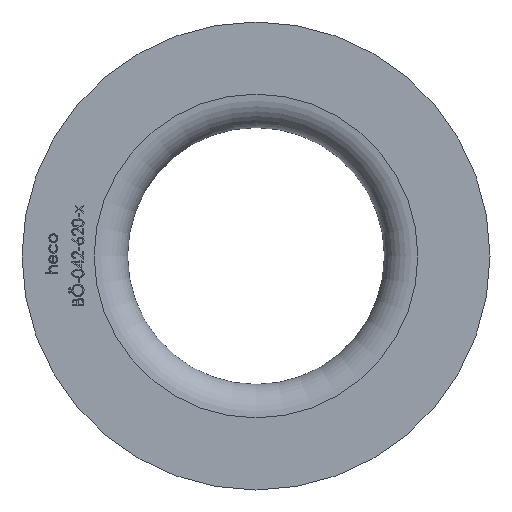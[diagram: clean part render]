
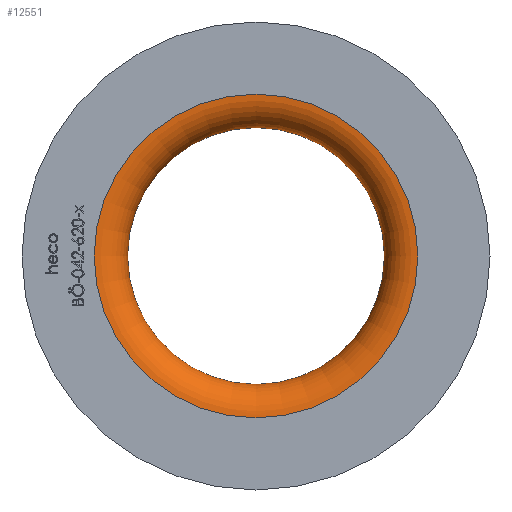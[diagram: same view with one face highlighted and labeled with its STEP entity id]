
A CAD part, left-side view. The second image highlights one B-rep face of the part: STEP entity #12551.
In plain terms, the highlighted toroidal (fillet/blend) face has major radius 24.2 mm and minor radius 5 mm.
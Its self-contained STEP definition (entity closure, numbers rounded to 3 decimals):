
#111 = TOROIDAL_SURFACE ( 'NONE', #7267, 24.2, 5. ) ;
#279 = EDGE_LOOP ( 'NONE', ( #3891 ) ) ;
#324 = FACE_OUTER_BOUND ( 'NONE', #279, .T. ) ;
#818 = DIRECTION ( 'NONE',  ( -1., 0., 0. ) ) ;
#1090 = CIRCLE ( 'NONE', #10655, 24.2 ) ;
#2474 = VERTEX_POINT ( 'NONE', #6166 ) ;
#2546 = DIRECTION ( 'NONE',  ( 1., 0., 0. ) ) ;
#3736 = CIRCLE ( 'NONE', #7290, 19.2 ) ;
#3891 = ORIENTED_EDGE ( 'NONE', *, *, #5388, .F. ) ;
#5138 = DIRECTION ( 'NONE',  ( 1., 0., 0. ) ) ;
#5314 = EDGE_LOOP ( 'NONE', ( #10633 ) ) ;
#5388 = EDGE_CURVE ( 'NONE', #11852, #11852, #1090, .T. ) ;
#6166 = CARTESIAN_POINT ( 'NONE',  ( 5., 0., -19.2 ) ) ;
#6255 = DIRECTION ( 'NONE',  ( 0., 0., -1. ) ) ;
#7267 = AXIS2_PLACEMENT_3D ( 'NONE', #10747, #5138, #6255 ) ;
#7290 = AXIS2_PLACEMENT_3D ( 'NONE', #14643, #818, #8911 ) ;
#8150 = DIRECTION ( 'NONE',  ( 0., 0., -1. ) ) ;
#8911 = DIRECTION ( 'NONE',  ( 0., 0., -1. ) ) ;
#10633 = ORIENTED_EDGE ( 'NONE', *, *, #12236, .F. ) ;
#10655 = AXIS2_PLACEMENT_3D ( 'NONE', #13826, #2546, #8150 ) ;
#10747 = CARTESIAN_POINT ( 'NONE',  ( 5., 0., 0. ) ) ;
#11632 = CARTESIAN_POINT ( 'NONE',  ( 0., 0., -24.2 ) ) ;
#11852 = VERTEX_POINT ( 'NONE', #11632 ) ;
#11944 = FACE_OUTER_BOUND ( 'NONE', #5314, .T. ) ;
#12236 = EDGE_CURVE ( 'NONE', #2474, #2474, #3736, .T. ) ;
#12551 = ADVANCED_FACE ( 'NONE', ( #324, #11944 ), #111, .T. ) ;
#13826 = CARTESIAN_POINT ( 'NONE',  ( 0., 0., 0. ) ) ;
#14643 = CARTESIAN_POINT ( 'NONE',  ( 5., 0., 0. ) ) ;
